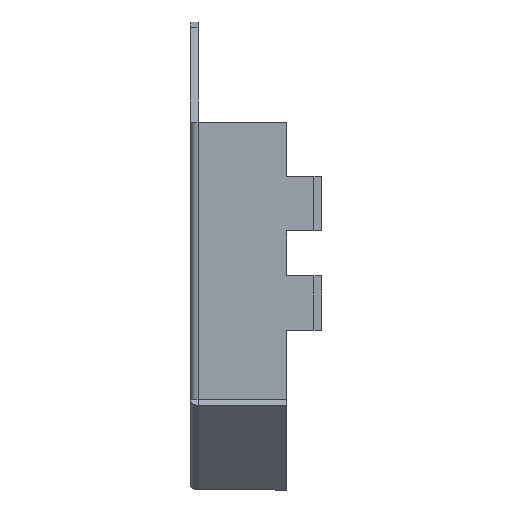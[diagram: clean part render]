
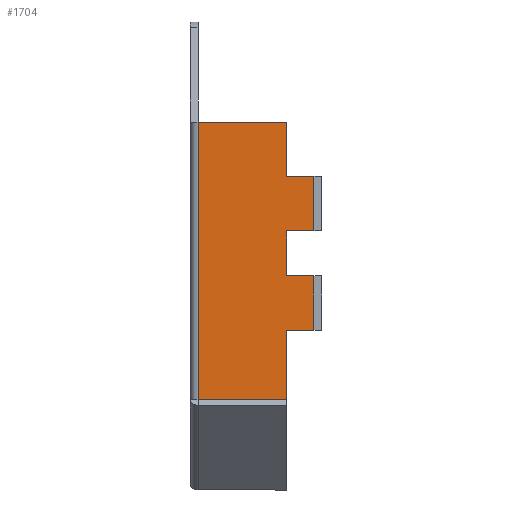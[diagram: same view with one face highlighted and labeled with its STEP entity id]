
A CAD part, left-side view. The second image highlights one B-rep face of the part: STEP entity #1704.
In plain terms, the highlighted planar face has unit normal (-1, 0, 0).
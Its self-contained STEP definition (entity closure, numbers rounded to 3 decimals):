
#49 = CARTESIAN_POINT ( 'NONE',  ( -10.54, -3.18, -4.83 ) ) ;
#119 = DIRECTION ( 'NONE',  ( 0., 0., 1. ) ) ;
#135 = ORIENTED_EDGE ( 'NONE', *, *, #1550, .F. ) ;
#177 = VERTEX_POINT ( 'NONE', #1309 ) ;
#237 = VECTOR ( 'NONE', #1700, 1000. ) ;
#260 = LINE ( 'NONE', #49, #3336 ) ;
#285 = CARTESIAN_POINT ( 'NONE',  ( -10.54, -4.07, -2.54 ) ) ;
#408 = VECTOR ( 'NONE', #119, 1000. ) ;
#424 = CARTESIAN_POINT ( 'NONE',  ( -10.54, -4.07, 0.74 ) ) ;
#567 = ORIENTED_EDGE ( 'NONE', *, *, #2121, .F. ) ;
#671 = VECTOR ( 'NONE', #1240, 1000. ) ;
#673 = ORIENTED_EDGE ( 'NONE', *, *, #875, .F. ) ;
#774 = VECTOR ( 'NONE', #2339, 1000. ) ;
#778 = VECTOR ( 'NONE', #1829, 1000. ) ;
#818 = EDGE_CURVE ( 'NONE', #968, #1750, #1266, .T. ) ;
#821 = LINE ( 'NONE', #3647, #1826 ) ;
#828 = ORIENTED_EDGE ( 'NONE', *, *, #2773, .T. ) ;
#849 = ORIENTED_EDGE ( 'NONE', *, *, #2726, .T. ) ;
#871 = VECTOR ( 'NONE', #2353, 1000. ) ;
#875 = EDGE_CURVE ( 'NONE', #1593, #3135, #821, .T. ) ;
#879 = LINE ( 'NONE', #2376, #778 ) ;
#932 = LINE ( 'NONE', #2554, #237 ) ;
#968 = VERTEX_POINT ( 'NONE', #3605 ) ;
#1106 = CARTESIAN_POINT ( 'NONE',  ( -10.54, -3.18, -0.74 ) ) ;
#1123 = CARTESIAN_POINT ( 'NONE',  ( -10.54, -0.25, -4.83 ) ) ;
#1128 = LINE ( 'NONE', #424, #408 ) ;
#1130 = LINE ( 'NONE', #3081, #2201 ) ;
#1187 = LINE ( 'NONE', #2592, #774 ) ;
#1240 = DIRECTION ( 'NONE',  ( 0., -1., 0. ) ) ;
#1266 = LINE ( 'NONE', #2932, #871 ) ;
#1309 = CARTESIAN_POINT ( 'NONE',  ( -10.54, -0.25, 4.32 ) ) ;
#1347 = LINE ( 'NONE', #2126, #3382 ) ;
#1358 = VERTEX_POINT ( 'NONE', #1886 ) ;
#1369 = AXIS2_PLACEMENT_3D ( 'NONE', #3137, #3194, #1432 ) ;
#1432 = DIRECTION ( 'NONE',  ( 0., -1., 0. ) ) ;
#1488 = VECTOR ( 'NONE', #1612, 1000. ) ;
#1492 = CARTESIAN_POINT ( 'NONE',  ( -10.54, -3.18, -2.54 ) ) ;
#1532 = EDGE_LOOP ( 'NONE', ( #567, #135, #1563, #2588, #1875, #2915, #673, #849, #828, #2116, #2426, #2822 ) ) ;
#1550 = EDGE_CURVE ( 'NONE', #3520, #3289, #1130, .T. ) ;
#1556 = VERTEX_POINT ( 'NONE', #2536 ) ;
#1563 = ORIENTED_EDGE ( 'NONE', *, *, #3161, .F. ) ;
#1578 = LINE ( 'NONE', #1844, #671 ) ;
#1593 = VERTEX_POINT ( 'NONE', #2227 ) ;
#1612 = DIRECTION ( 'NONE',  ( 0., 0., 1. ) ) ;
#1624 = FACE_OUTER_BOUND ( 'NONE', #1532, .T. ) ;
#1700 = DIRECTION ( 'NONE',  ( 0., 0., -1. ) ) ;
#1704 = ADVANCED_FACE ( 'NONE', ( #1624 ), #3471, .T. ) ;
#1740 = CARTESIAN_POINT ( 'NONE',  ( -10.54, -4.07, -0.74 ) ) ;
#1750 = VERTEX_POINT ( 'NONE', #2887 ) ;
#1824 = EDGE_CURVE ( 'NONE', #1898, #968, #260, .T. ) ;
#1826 = VECTOR ( 'NONE', #3662, 1000. ) ;
#1829 = DIRECTION ( 'NONE',  ( 0., -1., 0. ) ) ;
#1844 = CARTESIAN_POINT ( 'NONE',  ( -10.54, -3.18, -0.74 ) ) ;
#1865 = DIRECTION ( 'NONE',  ( 0., -1., 0. ) ) ;
#1875 = ORIENTED_EDGE ( 'NONE', *, *, #3690, .T. ) ;
#1886 = CARTESIAN_POINT ( 'NONE',  ( -10.54, -4.07, 0.74 ) ) ;
#1898 = VERTEX_POINT ( 'NONE', #2651 ) ;
#2042 = LINE ( 'NONE', #1492, #3318 ) ;
#2116 = ORIENTED_EDGE ( 'NONE', *, *, #818, .F. ) ;
#2121 = EDGE_CURVE ( 'NONE', #3289, #177, #2521, .T. ) ;
#2126 = CARTESIAN_POINT ( 'NONE',  ( -10.54, -3.18, 0.74 ) ) ;
#2201 = VECTOR ( 'NONE', #3694, 1000. ) ;
#2227 = CARTESIAN_POINT ( 'NONE',  ( -10.54, -3.18, 0.74 ) ) ;
#2339 = DIRECTION ( 'NONE',  ( 0., 0., 1. ) ) ;
#2346 = DIRECTION ( 'NONE',  ( 0., -1., 0. ) ) ;
#2353 = DIRECTION ( 'NONE',  ( 0., -1., 0. ) ) ;
#2376 = CARTESIAN_POINT ( 'NONE',  ( -10.54, -3.18, 4.32 ) ) ;
#2426 = ORIENTED_EDGE ( 'NONE', *, *, #1824, .F. ) ;
#2433 = CARTESIAN_POINT ( 'NONE',  ( -10.54, -3.18, -4.83 ) ) ;
#2521 = LINE ( 'NONE', #3340, #1488 ) ;
#2536 = CARTESIAN_POINT ( 'NONE',  ( -10.54, -3.18, -2.54 ) ) ;
#2554 = CARTESIAN_POINT ( 'NONE',  ( -10.54, -3.18, -4.83 ) ) ;
#2588 = ORIENTED_EDGE ( 'NONE', *, *, #3334, .T. ) ;
#2592 = CARTESIAN_POINT ( 'NONE',  ( -10.54, -4.07, -2.54 ) ) ;
#2651 = CARTESIAN_POINT ( 'NONE',  ( -10.54, -3.18, 4.32 ) ) ;
#2662 = EDGE_CURVE ( 'NONE', #3135, #3691, #1578, .T. ) ;
#2726 = EDGE_CURVE ( 'NONE', #1593, #1358, #1347, .T. ) ;
#2773 = EDGE_CURVE ( 'NONE', #1358, #1750, #1128, .T. ) ;
#2822 = ORIENTED_EDGE ( 'NONE', *, *, #3460, .F. ) ;
#2887 = CARTESIAN_POINT ( 'NONE',  ( -10.54, -4.07, 2.54 ) ) ;
#2915 = ORIENTED_EDGE ( 'NONE', *, *, #2662, .F. ) ;
#2932 = CARTESIAN_POINT ( 'NONE',  ( -10.54, -3.18, 2.54 ) ) ;
#3081 = CARTESIAN_POINT ( 'NONE',  ( -10.54, -0.25, -4.83 ) ) ;
#3135 = VERTEX_POINT ( 'NONE', #1106 ) ;
#3137 = CARTESIAN_POINT ( 'NONE',  ( -10.54, 0., 0. ) ) ;
#3161 = EDGE_CURVE ( 'NONE', #1556, #3520, #932, .T. ) ;
#3194 = DIRECTION ( 'NONE',  ( -1., 0., 0. ) ) ;
#3237 = DIRECTION ( 'NONE',  ( 0., 0., -1. ) ) ;
#3289 = VERTEX_POINT ( 'NONE', #1123 ) ;
#3318 = VECTOR ( 'NONE', #2346, 1000. ) ;
#3334 = EDGE_CURVE ( 'NONE', #1556, #3659, #2042, .T. ) ;
#3336 = VECTOR ( 'NONE', #3237, 1000. ) ;
#3340 = CARTESIAN_POINT ( 'NONE',  ( -10.54, -0.25, 4.32 ) ) ;
#3382 = VECTOR ( 'NONE', #1865, 1000. ) ;
#3460 = EDGE_CURVE ( 'NONE', #177, #1898, #879, .T. ) ;
#3471 = PLANE ( 'NONE',  #1369 ) ;
#3520 = VERTEX_POINT ( 'NONE', #2433 ) ;
#3605 = CARTESIAN_POINT ( 'NONE',  ( -10.54, -3.18, 2.54 ) ) ;
#3647 = CARTESIAN_POINT ( 'NONE',  ( -10.54, -3.18, -4.83 ) ) ;
#3659 = VERTEX_POINT ( 'NONE', #285 ) ;
#3662 = DIRECTION ( 'NONE',  ( 0., 0., -1. ) ) ;
#3690 = EDGE_CURVE ( 'NONE', #3659, #3691, #1187, .T. ) ;
#3691 = VERTEX_POINT ( 'NONE', #1740 ) ;
#3694 = DIRECTION ( 'NONE',  ( 0., 1., 0. ) ) ;
